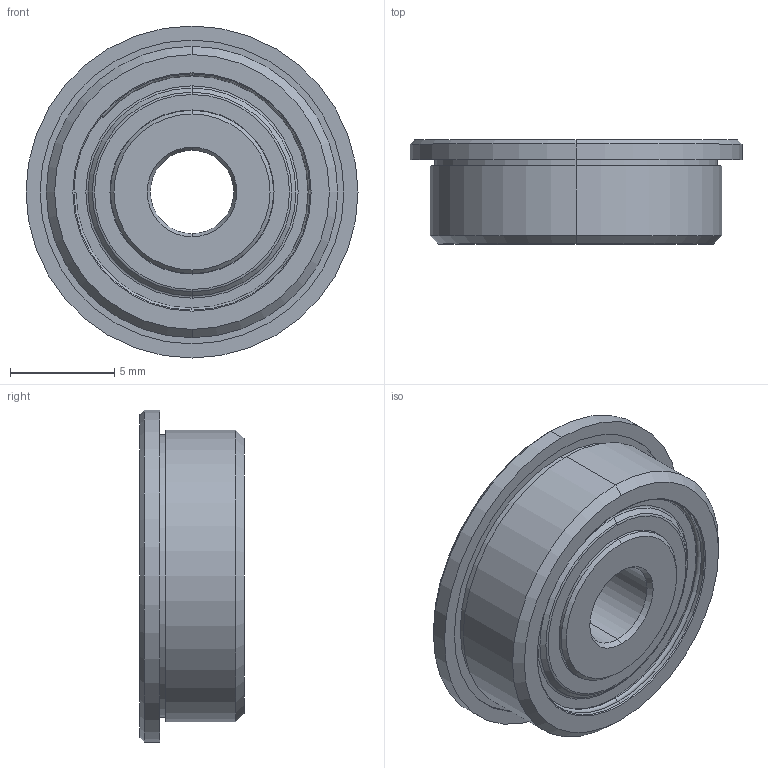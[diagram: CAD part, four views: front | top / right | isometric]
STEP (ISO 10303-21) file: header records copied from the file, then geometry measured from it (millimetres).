
FILE_DESCRIPTION (( 'STEP AP203' ), '1' );
FILE_NAME ('1601-0014-0004.STEP', '2018-02-09T22:42:45', ( '' ), ( '' ), 'SwSTEP 2.0', 'SolidWorks 2016', '' );
FILE_SCHEMA (( 'CONFIG_CONTROL_DESIGN' ));
Length unit declared in the file: millimetre
Products named in the file (1): 1601-0014-0004
Bounding box: 15.95 x 5 x 15.95 mm (x, y, z)
Volume: 693.2 mm3; surface area: 838.9 mm2
Topology: 3 solids, 3 shells, 89 faces, 174 edges, 104 vertices
Faces by surface type: cylinder 26, cone 24, torus 20, plane 19
Entity records: 2381 total; most frequent: DIRECTION 478, CARTESIAN_POINT 368, ORIENTED_EDGE 348, AXIS2_PLACEMENT_3D 214, EDGE_CURVE 174, CIRCLE 124, EDGE_LOOP 104, VERTEX_POINT 104
